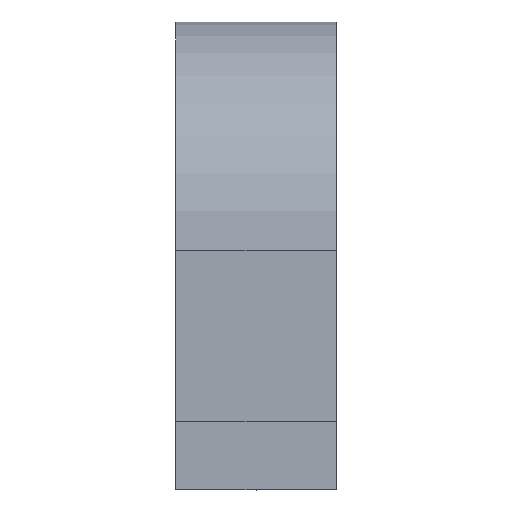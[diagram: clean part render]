
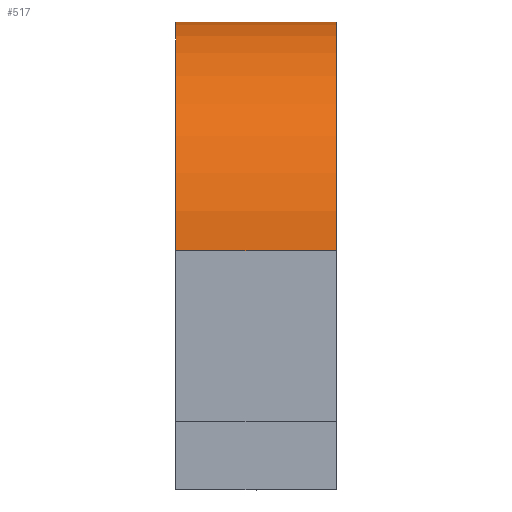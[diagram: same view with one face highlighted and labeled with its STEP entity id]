
A CAD part, left-side view. The second image highlights one B-rep face of the part: STEP entity #517.
In plain terms, the highlighted cylindrical face has radius 9.983 mm (diameter 19.967 mm), a partial arc.
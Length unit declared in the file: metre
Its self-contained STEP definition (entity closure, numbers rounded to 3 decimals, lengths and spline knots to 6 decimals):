
#17=CYLINDRICAL_SURFACE('',#576,0.009984);
#22=CIRCLE('',#545,0.009984);
#30=CIRCLE('',#554,0.009984);
#135=ORIENTED_EDGE('',*,*,#217,.F.);
#136=ORIENTED_EDGE('',*,*,#251,.T.);
#137=ORIENTED_EDGE('',*,*,#191,.F.);
#138=ORIENTED_EDGE('',*,*,#252,.F.);
#191=EDGE_CURVE('',#264,#265,#22,.T.);
#217=EDGE_CURVE('',#290,#291,#30,.T.);
#251=EDGE_CURVE('',#290,#265,#355,.T.);
#252=EDGE_CURVE('',#291,#264,#356,.T.);
#264=VERTEX_POINT('',#748);
#265=VERTEX_POINT('',#750);
#290=VERTEX_POINT('',#801);
#291=VERTEX_POINT('',#803);
#355=LINE('',#866,#408);
#356=LINE('',#868,#409);
#408=VECTOR('',#701,1.);
#409=VECTOR('',#704,1.);
#435=EDGE_LOOP('',(#135,#136,#137,#138));
#470=FACE_BOUND('',#435,.T.);
#517=ADVANCED_FACE('',(#470),#17,.T.);
#545=AXIS2_PLACEMENT_3D('',#749,#598,#599);
#554=AXIS2_PLACEMENT_3D('',#802,#634,#635);
#576=AXIS2_PLACEMENT_3D('',#867,#702,#703);
#598=DIRECTION('',(0.,-1.,0.));
#599=DIRECTION('',(1.,0.,0.));
#634=DIRECTION('',(0.,1.,0.));
#635=DIRECTION('',(1.,0.,0.));
#701=DIRECTION('',(0.,-1.,0.));
#702=DIRECTION('',(0.,-1.,0.));
#703=DIRECTION('',(0.,0.,1.));
#704=DIRECTION('',(0.,-1.,0.));
#748=CARTESIAN_POINT('',(0.147943,0.2515,0.104428));
#749=CARTESIAN_POINT('',(0.137959,0.2515,0.104428));
#750=CARTESIAN_POINT('',(0.127976,0.2515,0.104428));
#801=CARTESIAN_POINT('',(0.127976,0.2585,0.104428));
#802=CARTESIAN_POINT('',(0.137959,0.2585,0.104428));
#803=CARTESIAN_POINT('',(0.147943,0.2585,0.104428));
#866=CARTESIAN_POINT('',(0.127976,0.258506,0.104428));
#867=CARTESIAN_POINT('',(0.137959,0.258506,0.104428));
#868=CARTESIAN_POINT('',(0.147943,0.258506,0.104428));
